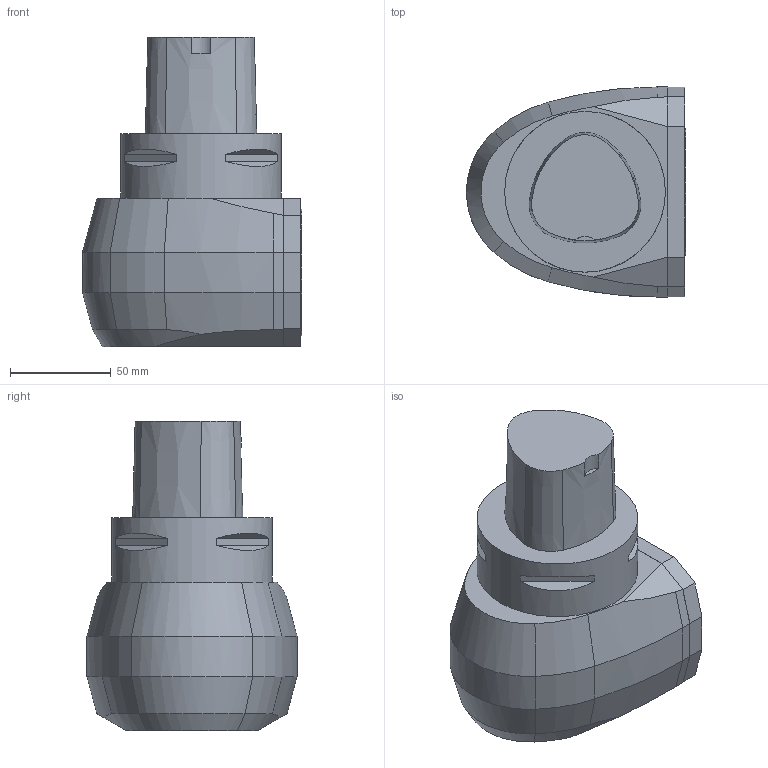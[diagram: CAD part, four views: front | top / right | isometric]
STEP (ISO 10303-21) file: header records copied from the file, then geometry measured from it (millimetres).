
FILE_DESCRIPTION(/* description */ (''),/* implementation_level */ '2;1');
FILE_NAME(/* name */ '1543469230776.stp',/* time_stamp */ '2018-11-29T10:57:17+05:00',/* author */ (''),/* organization */ ('SMS'),/* preprocessor_version */ 'ST-DEVELOPER v15',/* originating_system */ 'SIEMENS PLM Software NX 8.5',/* authorisation */ '');
FILE_SCHEMA (('AUTOMOTIVE_DESIGN { 1 0 10303 214 3 1 1 1 }'));
Length unit declared in the file: millimetre
Products named in the file (1): 201994279mod000_00
Bounding box: 109 x 104.5 x 154 mm (x, y, z)
Volume: 853941.5 mm3; surface area: 62698.1 mm2
Topology: 1 solids, 1 shells, 78 faces, 186 edges, 123 vertices
Faces by surface type: plane 44, bspline 13, cone 12, cylinder 9
Full cylindrical faces by diameter (mm): 4 x1, 63 x1, 80 x1
Entity records: 2543 total; most frequent: CARTESIAN_POINT 772, ORIENTED_EDGE 362, DIRECTION 334, EDGE_CURVE 181, AXIS2_PLACEMENT_3D 119, VERTEX_POINT 118, LINE 96, VECTOR 96
